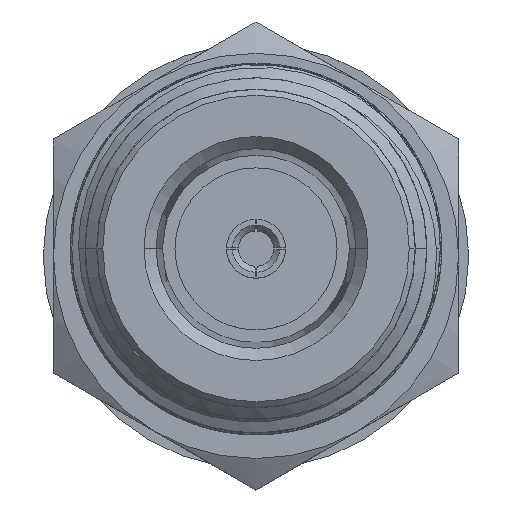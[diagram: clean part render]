
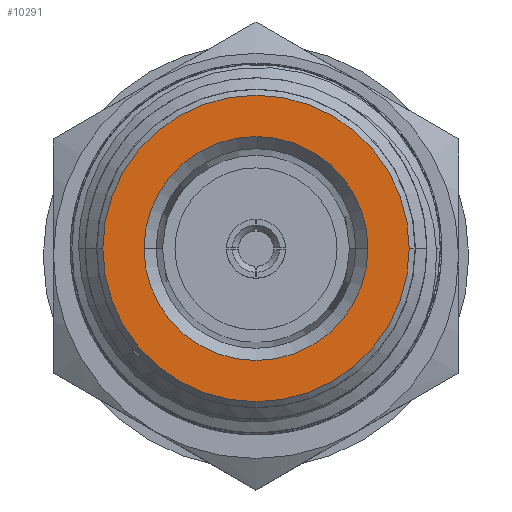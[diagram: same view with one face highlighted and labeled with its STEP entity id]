
A CAD part, top view. The second image highlights one B-rep face of the part: STEP entity #10291.
In plain terms, the highlighted face is planar.
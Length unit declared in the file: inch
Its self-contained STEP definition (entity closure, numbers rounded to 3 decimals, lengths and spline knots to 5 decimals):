
#1051 = CIRCLE ( 'NONE', #109879, 0.19 ) ;
#3152 = CARTESIAN_POINT ( 'NONE',  ( 0., 0., 0. ) ) ;
#4178 = DIRECTION ( 'NONE',  ( 1., 0., 0. ) ) ;
#4222 = AXIS2_PLACEMENT_3D ( 'NONE', #3152, #40423, #75699 ) ;
#6880 = DIRECTION ( 'NONE',  ( 0., 0., 1. ) ) ;
#10291 = ADVANCED_FACE ( 'NONE', ( #40171, #24344 ), #68304, .T. ) ;
#11072 = ORIENTED_EDGE ( 'NONE', *, *, #61922, .T. ) ;
#11993 = CARTESIAN_POINT ( 'NONE',  ( 0., 0., -0.19 ) ) ;
#12933 = VERTEX_POINT ( 'NONE', #78959 ) ;
#16776 = EDGE_CURVE ( 'NONE', #19798, #12933, #76979, .T. ) ;
#19798 = VERTEX_POINT ( 'NONE', #25624 ) ;
#23593 = CIRCLE ( 'NONE', #100209, 0.26 ) ;
#24344 = FACE_BOUND ( 'NONE', #52036, .T. ) ;
#25624 = CARTESIAN_POINT ( 'NONE',  ( 0., 0., -0.26 ) ) ;
#27385 = ORIENTED_EDGE ( 'NONE', *, *, #106763, .T. ) ;
#33068 = ORIENTED_EDGE ( 'NONE', *, *, #16776, .T. ) ;
#34611 = AXIS2_PLACEMENT_3D ( 'NONE', #41893, #72719, #44284 ) ;
#39118 = CARTESIAN_POINT ( 'NONE',  ( 0., 0., 0.19 ) ) ;
#40171 = FACE_OUTER_BOUND ( 'NONE', #96126, .T. ) ;
#40423 = DIRECTION ( 'NONE',  ( -1., 0., 0. ) ) ;
#41893 = CARTESIAN_POINT ( 'NONE',  ( 0., 0., 0. ) ) ;
#42149 = ORIENTED_EDGE ( 'NONE', *, *, #45210, .T. ) ;
#42260 = DIRECTION ( 'NONE',  ( 0., 0., 1. ) ) ;
#44284 = DIRECTION ( 'NONE',  ( 0., 0., 1. ) ) ;
#45210 = EDGE_CURVE ( 'NONE', #84562, #80942, #110843, .T. ) ;
#46760 = AXIS2_PLACEMENT_3D ( 'NONE', #62264, #80778, #109787 ) ;
#51366 = CARTESIAN_POINT ( 'NONE',  ( 0., 0., 0. ) ) ;
#52036 = EDGE_LOOP ( 'NONE', ( #11072, #42149 ) ) ;
#53348 = CARTESIAN_POINT ( 'NONE',  ( 0., 0., 0. ) ) ;
#61787 = DIRECTION ( 'NONE',  ( -1., 0., 0. ) ) ;
#61922 = EDGE_CURVE ( 'NONE', #80942, #84562, #1051, .T. ) ;
#62264 = CARTESIAN_POINT ( 'NONE',  ( 0., 0., 0. ) ) ;
#68304 = PLANE ( 'NONE',  #34611 ) ;
#72719 = DIRECTION ( 'NONE',  ( -1., 0., 0. ) ) ;
#75699 = DIRECTION ( 'NONE',  ( 0., 0., 1. ) ) ;
#76979 = CIRCLE ( 'NONE', #4222, 0.26 ) ;
#78959 = CARTESIAN_POINT ( 'NONE',  ( 0., 0., 0.26 ) ) ;
#80778 = DIRECTION ( 'NONE',  ( 1., 0., 0. ) ) ;
#80942 = VERTEX_POINT ( 'NONE', #39118 ) ;
#84562 = VERTEX_POINT ( 'NONE', #11993 ) ;
#96126 = EDGE_LOOP ( 'NONE', ( #33068, #27385 ) ) ;
#100209 = AXIS2_PLACEMENT_3D ( 'NONE', #53348, #61787, #6880 ) ;
#106763 = EDGE_CURVE ( 'NONE', #12933, #19798, #23593, .T. ) ;
#109787 = DIRECTION ( 'NONE',  ( 0., 0., 1. ) ) ;
#109879 = AXIS2_PLACEMENT_3D ( 'NONE', #51366, #4178, #42260 ) ;
#110843 = CIRCLE ( 'NONE', #46760, 0.19 ) ;
